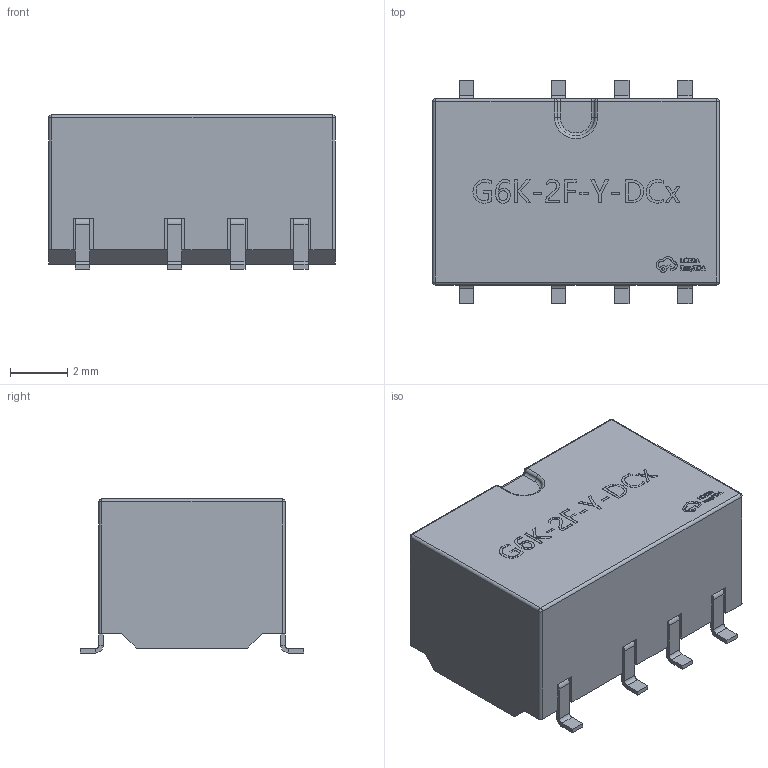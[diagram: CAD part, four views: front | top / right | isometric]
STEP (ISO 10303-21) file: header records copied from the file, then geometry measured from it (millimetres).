
FILE_DESCRIPTION (( 'STEP AP214' ), '1' );
FILE_NAME ('SMD-8_L10.0-W6.5-H5.4-LS7.8-P2.2-3.2.step', '2022-07-26T08:54:50', ( '' ), ( '' ), 'SwSTEP 2.0', 'SolidWorks 2020', '' );
FILE_SCHEMA (( 'AUTOMOTIVE_DESIGN' ));
Length unit declared in the file: millimetre
Products named in the file (1): SMD-8_L10.0-W6.5-H5.4-LS7.8-P2.2-3.2
Bounding box: 10 x 7.8 x 5.38 mm (x, y, z)
Volume: 326.7 mm3; surface area: 322.4 mm2
Topology: 14 solids, 14 shells, 658 faces, 1683 edges, 1068 vertices
Faces by surface type: plane 443, bspline 159, cylinder 46, sphere 6, torus 4
Entity records: 30423 total; most frequent: CARTESIAN_POINT 8195, ORIENTED_EDGE 3354, DIRECTION 2454, EDGE_CURVE 1677, LINE 1256, VECTOR 1256, VERTEX_POINT 1068, EDGE_LOOP 691
